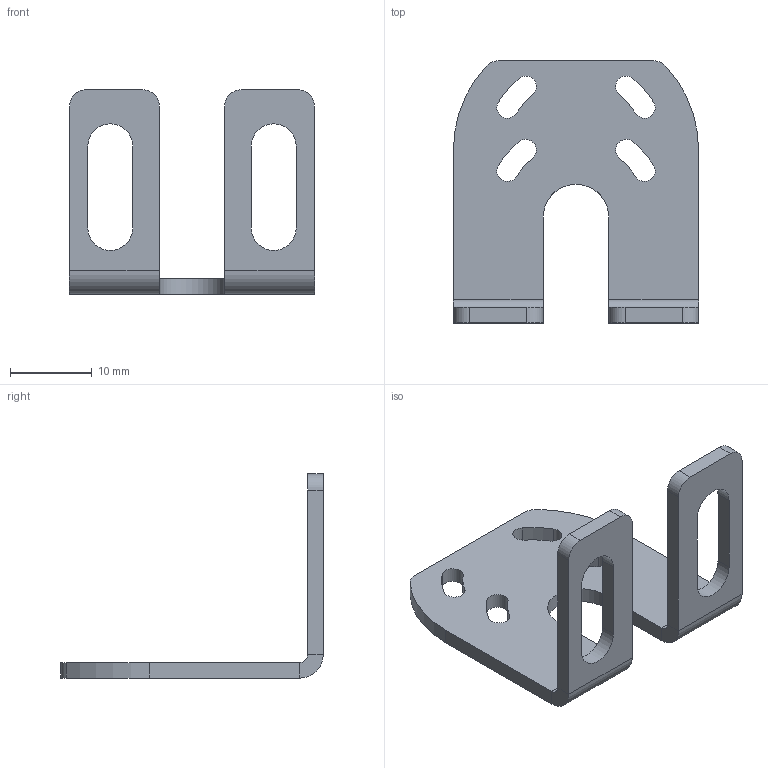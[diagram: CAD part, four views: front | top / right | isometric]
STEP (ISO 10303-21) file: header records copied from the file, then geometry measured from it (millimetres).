
FILE_DESCRIPTION((''),'2;1');
FILE_NAME('207258_ASM','2019-10-31T07:21:40',('pdmadmin'),('BANNER ENGINEERING'),'CREO PARAMETRIC BY PTC INC, 2018300','CREO PARAMETRIC BY PTC INC, 2018300','');
FILE_SCHEMA(('CONFIG_CONTROL_DESIGN'));
Length unit declared in the file: millimetre
Products named in the file (2): 207161; 207258_ASM
Assembly tree (1 placements, depth 2):
  207258_ASM
    207161
Bounding box: 30 x 32.12 x 25 mm (x, y, z)
Volume: 2042.5 mm3; surface area: 2849.6 mm2
Topology: 1 solids, 1 shells, 58 faces, 152 edges, 96 vertices
Faces by surface type: cylinder 33, plane 25
Entity records: 1885 total; most frequent: DIRECTION 340, CARTESIAN_POINT 309, ORIENTED_EDGE 304, EDGE_CURVE 152, AXIS2_PLACEMENT_3D 127, VERTEX_POINT 96, VECTOR 86, LINE 86
